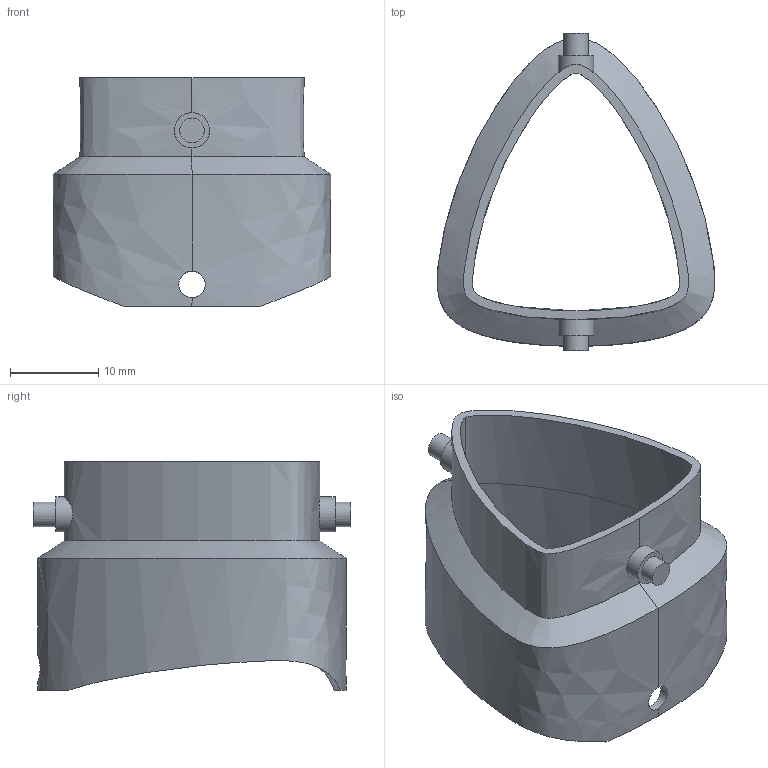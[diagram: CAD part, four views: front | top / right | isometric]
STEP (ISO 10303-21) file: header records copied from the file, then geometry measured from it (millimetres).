
FILE_DESCRIPTION(/* description */ (''),/* implementation_level */ '2;1');
FILE_NAME(/* name */ 'Haribo.step',/* time_stamp */ '2025-11-13T22:29:12+01:00',/* author */ (''),/* organization */ (''),/* preprocessor_version */ 'ST-DEVELOPER v20.1',/* originating_system */ 'Autodesk Translation Framework v14.21.0.0',/* authorisation */ '');
FILE_SCHEMA (('AUTOMOTIVE_DESIGN { 1 0 10303 214 3 1 1 }'));
Length unit declared in the file: millimetre
Products named in the file (2): Haribo; Segment Shell
Assembly tree (1 placements, depth 2):
  Haribo
    Segment Shell
Bounding box: 31.54 x 36 x 26 mm (x, y, z)
Volume: 2598.5 mm3; surface area: 5186 mm2
Topology: 1 solids, 1 shells, 31 faces, 80 edges, 50 vertices
Faces by surface type: bspline 16, plane 9, cylinder 6
Full cylindrical faces by diameter (mm): 2.8 x2, 3 x2, 4 x2
Entity records: 4309 total; most frequent: CARTESIAN_POINT 3658, ORIENTED_EDGE 160, EDGE_CURVE 80, DIRECTION 66, B_SPLINE_CURVE_WITH_KNOTS 54, VERTEX_POINT 50, EDGE_LOOP 36, FACE_OUTER_BOUND 31
